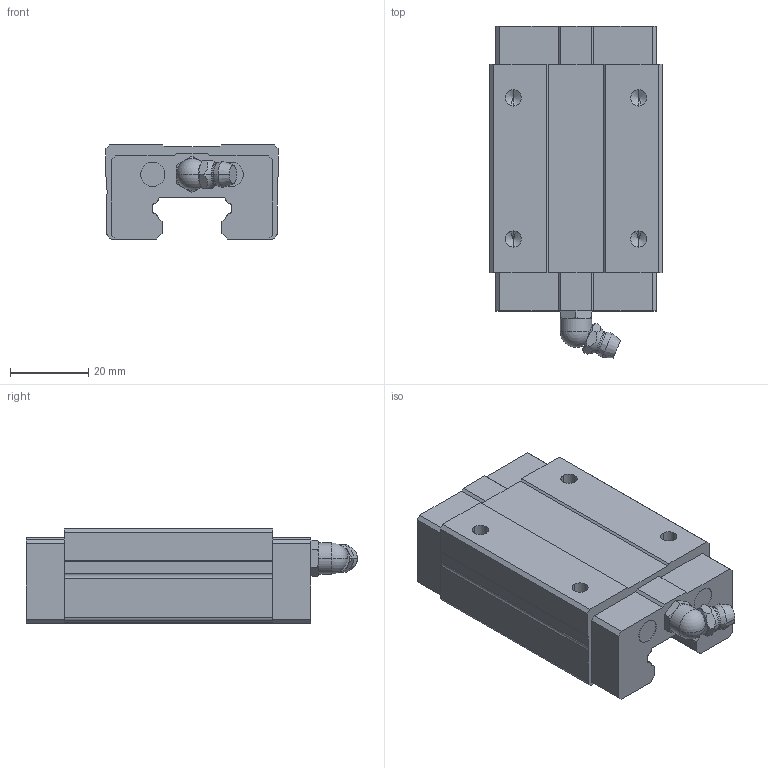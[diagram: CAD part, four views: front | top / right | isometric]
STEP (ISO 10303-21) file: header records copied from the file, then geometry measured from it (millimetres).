
FILE_DESCRIPTION (( 'STEP AP203' ), '1' );
FILE_NAME ('H20RSSG0.step', '2021-02-18T17:46:45', ( '' ), ( '' ), 'SwSTEP 2.0', 'SolidWorks 2019', '' );
FILE_SCHEMA (( 'CONFIG_CONTROL_DESIGN' ));
Length unit declared in the file: millimetre
Products named in the file (1): H20RSSG0
Bounding box: 44 x 84.7 x 24 mm (x, y, z)
Volume: 59261.9 mm3; surface area: 14097.1 mm2
Topology: 2 solids, 2 shells, 150 faces, 388 edges, 244 vertices
Faces by surface type: plane 75, cylinder 45, cone 20, torus 6, bspline 2, sphere 2
Entity records: 5121 total; most frequent: CARTESIAN_POINT 1413, DIRECTION 764, ORIENTED_EDGE 752, EDGE_CURVE 376, AXIS2_PLACEMENT_3D 267, VERTEX_POINT 242, LINE 230, VECTOR 230
